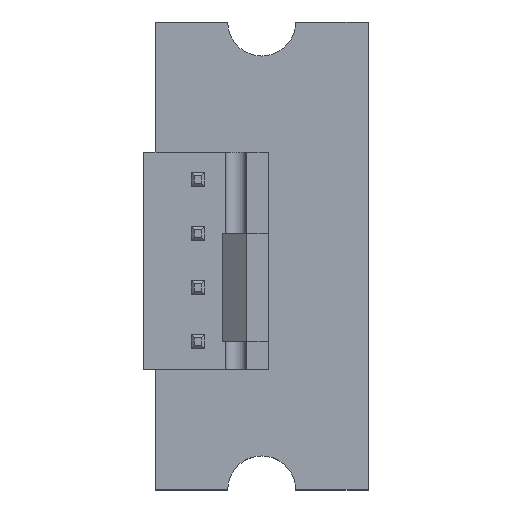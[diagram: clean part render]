
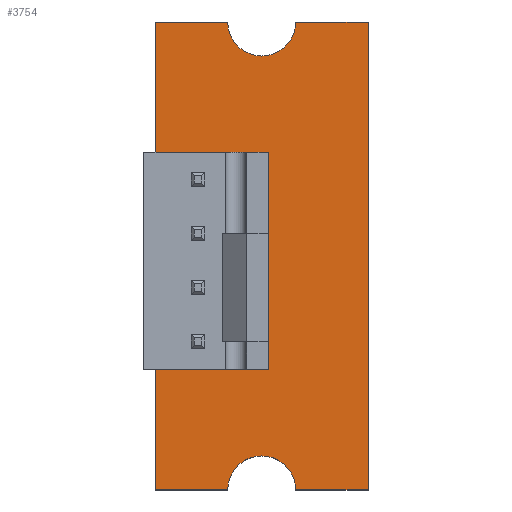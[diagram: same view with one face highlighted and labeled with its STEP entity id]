
A CAD part, top view. The second image highlights one B-rep face of the part: STEP entity #3754.
In plain terms, the highlighted planar face has unit normal (0, 0, 1).
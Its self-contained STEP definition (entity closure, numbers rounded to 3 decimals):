
#3569 = VERTEX_POINT('',#3570);
#3570 = CARTESIAN_POINT('',(71.,-49.5,1.51));
#3576 = EDGE_CURVE('',#3569,#3577,#3579,.T.);
#3577 = VERTEX_POINT('',#3578);
#3578 = CARTESIAN_POINT('',(67.6,-49.5,1.51));
#3579 = LINE('',#3580,#3581);
#3580 = CARTESIAN_POINT('',(71.,-49.5,1.51));
#3581 = VECTOR('',#3582,1.);
#3582 = DIRECTION('',(-1.,0.,0.));
#3734 = EDGE_CURVE('',#3735,#3577,#3737,.T.);
#3735 = VERTEX_POINT('',#3736);
#3736 = CARTESIAN_POINT('',(64.4,-49.5,1.51));
#3737 = CIRCLE('',#3738,1.6);
#3738 = AXIS2_PLACEMENT_3D('',#3739,#3740,#3741);
#3739 = CARTESIAN_POINT('',(66.,-49.5,1.51));
#3740 = DIRECTION('',(-0.,0.,-1.));
#3741 = DIRECTION('',(-0.,-1.,0.));
#3754 = ADVANCED_FACE('',(#3755,#3832,#3843,#3854,#3865),#3876,.T.);
#3755 = FACE_BOUND('',#3756,.T.);
#3756 = EDGE_LOOP('',(#3757,#3758,#3766,#3774,#3783,#3792,#3800,#3808,
    #3817,#3825,#3831));
#3757 = ORIENTED_EDGE('',*,*,#3576,.F.);
#3758 = ORIENTED_EDGE('',*,*,#3759,.F.);
#3759 = EDGE_CURVE('',#3760,#3569,#3762,.T.);
#3760 = VERTEX_POINT('',#3761);
#3761 = CARTESIAN_POINT('',(71.,-27.5,1.51));
#3762 = LINE('',#3763,#3764);
#3763 = CARTESIAN_POINT('',(71.,-27.5,1.51));
#3764 = VECTOR('',#3765,1.);
#3765 = DIRECTION('',(0.,-1.,0.));
#3766 = ORIENTED_EDGE('',*,*,#3767,.F.);
#3767 = EDGE_CURVE('',#3768,#3760,#3770,.T.);
#3768 = VERTEX_POINT('',#3769);
#3769 = CARTESIAN_POINT('',(67.6,-27.5,1.51));
#3770 = LINE('',#3771,#3772);
#3771 = CARTESIAN_POINT('',(61.,-27.5,1.51));
#3772 = VECTOR('',#3773,1.);
#3773 = DIRECTION('',(1.,0.,0.));
#3774 = ORIENTED_EDGE('',*,*,#3775,.T.);
#3775 = EDGE_CURVE('',#3768,#3776,#3778,.T.);
#3776 = VERTEX_POINT('',#3777);
#3777 = CARTESIAN_POINT('',(66.,-29.1,1.51));
#3778 = CIRCLE('',#3779,1.6);
#3779 = AXIS2_PLACEMENT_3D('',#3780,#3781,#3782);
#3780 = CARTESIAN_POINT('',(66.,-27.5,1.51));
#3781 = DIRECTION('',(-0.,0.,-1.));
#3782 = DIRECTION('',(-0.,-1.,0.));
#3783 = ORIENTED_EDGE('',*,*,#3784,.T.);
#3784 = EDGE_CURVE('',#3776,#3785,#3787,.T.);
#3785 = VERTEX_POINT('',#3786);
#3786 = CARTESIAN_POINT('',(64.4,-27.5,1.51));
#3787 = CIRCLE('',#3788,1.6);
#3788 = AXIS2_PLACEMENT_3D('',#3789,#3790,#3791);
#3789 = CARTESIAN_POINT('',(66.,-27.5,1.51));
#3790 = DIRECTION('',(-0.,0.,-1.));
#3791 = DIRECTION('',(-0.,-1.,0.));
#3792 = ORIENTED_EDGE('',*,*,#3793,.F.);
#3793 = EDGE_CURVE('',#3794,#3785,#3796,.T.);
#3794 = VERTEX_POINT('',#3795);
#3795 = CARTESIAN_POINT('',(61.,-27.5,1.51));
#3796 = LINE('',#3797,#3798);
#3797 = CARTESIAN_POINT('',(61.,-27.5,1.51));
#3798 = VECTOR('',#3799,1.);
#3799 = DIRECTION('',(1.,0.,0.));
#3800 = ORIENTED_EDGE('',*,*,#3801,.F.);
#3801 = EDGE_CURVE('',#3802,#3794,#3804,.T.);
#3802 = VERTEX_POINT('',#3803);
#3803 = CARTESIAN_POINT('',(61.,-36.934,1.51));
#3804 = LINE('',#3805,#3806);
#3805 = CARTESIAN_POINT('',(61.,-49.5,1.51));
#3806 = VECTOR('',#3807,1.);
#3807 = DIRECTION('',(0.,1.,0.));
#3808 = ORIENTED_EDGE('',*,*,#3809,.T.);
#3809 = EDGE_CURVE('',#3802,#3810,#3812,.T.);
#3810 = VERTEX_POINT('',#3811);
#3811 = CARTESIAN_POINT('',(61.,-37.986,1.51));
#3812 = CIRCLE('',#3813,0.55);
#3813 = AXIS2_PLACEMENT_3D('',#3814,#3815,#3816);
#3814 = CARTESIAN_POINT('',(60.84,-37.46,1.51));
#3815 = DIRECTION('',(-0.,0.,-1.));
#3816 = DIRECTION('',(-0.,-1.,0.));
#3817 = ORIENTED_EDGE('',*,*,#3818,.F.);
#3818 = EDGE_CURVE('',#3819,#3810,#3821,.T.);
#3819 = VERTEX_POINT('',#3820);
#3820 = CARTESIAN_POINT('',(61.,-49.5,1.51));
#3821 = LINE('',#3822,#3823);
#3822 = CARTESIAN_POINT('',(61.,-49.5,1.51));
#3823 = VECTOR('',#3824,1.);
#3824 = DIRECTION('',(0.,1.,0.));
#3825 = ORIENTED_EDGE('',*,*,#3826,.F.);
#3826 = EDGE_CURVE('',#3735,#3819,#3827,.T.);
#3827 = LINE('',#3828,#3829);
#3828 = CARTESIAN_POINT('',(71.,-49.5,1.51));
#3829 = VECTOR('',#3830,1.);
#3830 = DIRECTION('',(-1.,0.,0.));
#3831 = ORIENTED_EDGE('',*,*,#3734,.T.);
#3832 = FACE_BOUND('',#3833,.T.);
#3833 = EDGE_LOOP('',(#3834));
#3834 = ORIENTED_EDGE('',*,*,#3835,.T.);
#3835 = EDGE_CURVE('',#3836,#3836,#3838,.T.);
#3836 = VERTEX_POINT('',#3837);
#3837 = CARTESIAN_POINT('',(63.,-43.05,1.51));
#3838 = CIRCLE('',#3839,0.51);
#3839 = AXIS2_PLACEMENT_3D('',#3840,#3841,#3842);
#3840 = CARTESIAN_POINT('',(63.,-42.54,1.51));
#3841 = DIRECTION('',(-0.,0.,-1.));
#3842 = DIRECTION('',(-0.,-1.,0.));
#3843 = FACE_BOUND('',#3844,.T.);
#3844 = EDGE_LOOP('',(#3845));
#3845 = ORIENTED_EDGE('',*,*,#3846,.T.);
#3846 = EDGE_CURVE('',#3847,#3847,#3849,.T.);
#3847 = VERTEX_POINT('',#3848);
#3848 = CARTESIAN_POINT('',(63.,-40.51,1.51));
#3849 = CIRCLE('',#3850,0.51);
#3850 = AXIS2_PLACEMENT_3D('',#3851,#3852,#3853);
#3851 = CARTESIAN_POINT('',(63.,-40.,1.51));
#3852 = DIRECTION('',(-0.,0.,-1.));
#3853 = DIRECTION('',(-0.,-1.,0.));
#3854 = FACE_BOUND('',#3855,.T.);
#3855 = EDGE_LOOP('',(#3856));
#3856 = ORIENTED_EDGE('',*,*,#3857,.T.);
#3857 = EDGE_CURVE('',#3858,#3858,#3860,.T.);
#3858 = VERTEX_POINT('',#3859);
#3859 = CARTESIAN_POINT('',(63.,-37.97,1.51));
#3860 = CIRCLE('',#3861,0.51);
#3861 = AXIS2_PLACEMENT_3D('',#3862,#3863,#3864);
#3862 = CARTESIAN_POINT('',(63.,-37.46,1.51));
#3863 = DIRECTION('',(-0.,0.,-1.));
#3864 = DIRECTION('',(-0.,-1.,0.));
#3865 = FACE_BOUND('',#3866,.T.);
#3866 = EDGE_LOOP('',(#3867));
#3867 = ORIENTED_EDGE('',*,*,#3868,.T.);
#3868 = EDGE_CURVE('',#3869,#3869,#3871,.T.);
#3869 = VERTEX_POINT('',#3870);
#3870 = CARTESIAN_POINT('',(63.,-35.43,1.51));
#3871 = CIRCLE('',#3872,0.51);
#3872 = AXIS2_PLACEMENT_3D('',#3873,#3874,#3875);
#3873 = CARTESIAN_POINT('',(63.,-34.92,1.51));
#3874 = DIRECTION('',(-0.,0.,-1.));
#3875 = DIRECTION('',(-0.,-1.,0.));
#3876 = PLANE('',#3877);
#3877 = AXIS2_PLACEMENT_3D('',#3878,#3879,#3880);
#3878 = CARTESIAN_POINT('',(0.,0.,1.51));
#3879 = DIRECTION('',(0.,0.,1.));
#3880 = DIRECTION('',(1.,0.,-0.));
